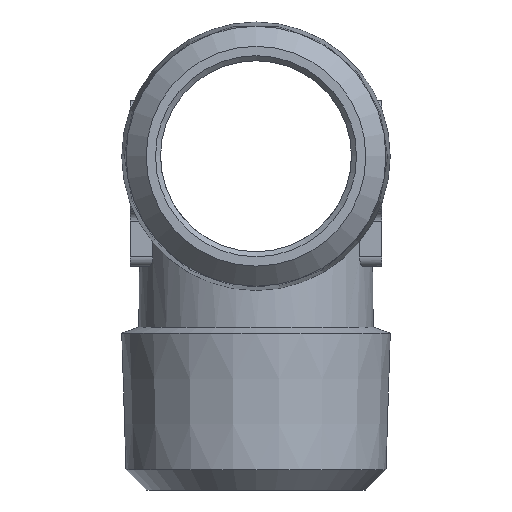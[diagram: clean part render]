
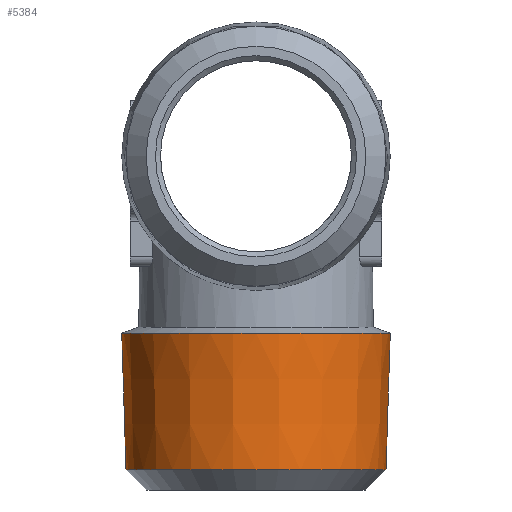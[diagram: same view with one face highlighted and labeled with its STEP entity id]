
A CAD part, left-side view. The second image highlights one B-rep face of the part: STEP entity #5384.
In plain terms, the highlighted conical face has half-angle 1.79 degrees and reference radius 13.377 mm.
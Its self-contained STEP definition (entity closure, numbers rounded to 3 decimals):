
#1446=ORIENTED_EDGE('',*,*,#1810,.F.);
#1447=ORIENTED_EDGE('',*,*,#1811,.F.);
#1680=CIRCLE('',#5285,12.93);
#1681=CIRCLE('',#5286,13.354);
#1722=VERTEX_POINT('',#2356);
#1723=VERTEX_POINT('',#2358);
#1810=EDGE_CURVE('',#1722,#1722,#1680,.T.);
#1811=EDGE_CURVE('',#1723,#1723,#1681,.T.);
#1938=EDGE_LOOP('',(#1446));
#1939=EDGE_LOOP('',(#1447));
#2012=FACE_BOUND('',#1938,.T.);
#2013=FACE_BOUND('',#1939,.T.);
#2107=DIRECTION('',(0.,1.,0.));
#2108=DIRECTION('',(0.,0.,1.));
#2109=DIRECTION('',(0.,-1.,0.));
#2110=DIRECTION('',(0.,0.,12.93));
#2111=DIRECTION('',(0.,1.,0.));
#2112=DIRECTION('',(0.,0.,13.354));
#2355=CARTESIAN_POINT('',(45.683,13.744,0.));
#2356=CARTESIAN_POINT('',(45.683,-0.556,12.93));
#2357=CARTESIAN_POINT('',(45.683,-0.556,0.));
#2358=CARTESIAN_POINT('',(45.683,13.03,13.354));
#2359=CARTESIAN_POINT('',(45.683,13.03,0.));
#5284=AXIS2_PLACEMENT_3D('',#2355,#2107,#2108);
#5285=AXIS2_PLACEMENT_3D('',#2357,#2109,#2110);
#5286=AXIS2_PLACEMENT_3D('',#2359,#2111,#2112);
#5368=CONICAL_SURFACE('',#5284,13.377,1.79);
#5384=ADVANCED_FACE('',(#2012,#2013),#5368,.T.);
